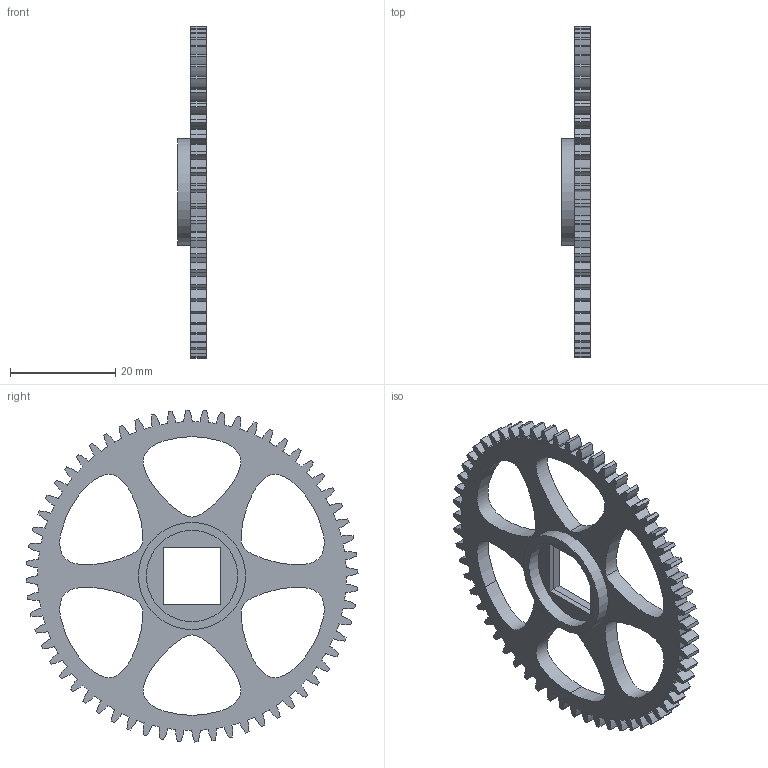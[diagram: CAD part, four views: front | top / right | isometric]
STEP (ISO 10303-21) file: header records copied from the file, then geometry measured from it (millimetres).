
FILE_DESCRIPTION(/* description */ ('STEP AP242','CAx-IF Rec.Pracs.---Representation and Presentation of Product Manufacturing Information (PMI)---4.0---2014-10-13','CAx-IF Rec.Pracs.---3D Tessellated Geometry---0.4---2014-09-14','2;1'),/* implementation_level */ '2;1');
FILE_NAME(/* name */ '64db2e77380afe075d66f7ce',/* time_stamp */ '2023-08-15T07:51:20Z',/* author */ (''),/* organization */ (''),/* preprocessor_version */ 'ST-DEVELOPER v19.4',/* originating_system */ ' ',/* authorisation */ ' ');
FILE_SCHEMA (('AP242_MANAGED_MODEL_BASED_3D_ENGINEERING_MIM_LF { 1 0 10303 442 1 1 4 }'));
Length unit declared in the file: metre
Products named in the file (1): Spur Gear - Large Outer
Bounding box: 5.5 x 62.98 x 62.98 mm (x, y, z)
Volume: 4769.8 mm3; surface area: 5605.9 mm2
Topology: 1 solids, 1 shells, 386 faces, 1143 edges, 761 vertices
Faces by surface type: bspline 132, plane 132, cylinder 122
Full cylindrical faces by diameter (mm): 17.319 x1, 20.319 x1
Entity records: 17962 total; most frequent: CARTESIAN_POINT 8275, ORIENTED_EDGE 2280, DIRECTION 1630, EDGE_CURVE 1140, VERTEX_POINT 760, LINE 632, VECTOR 632, AXIS2_PLACEMENT_3D 499
